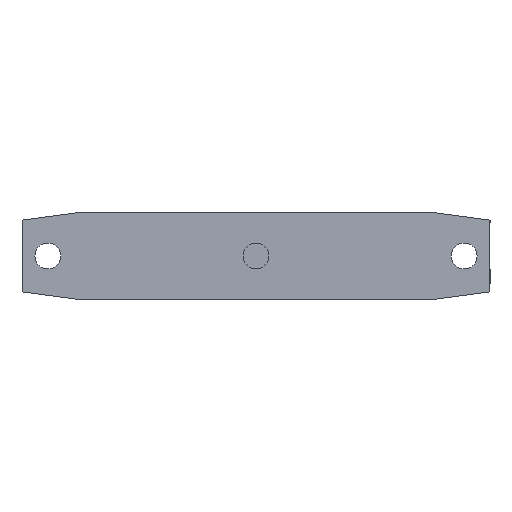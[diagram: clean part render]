
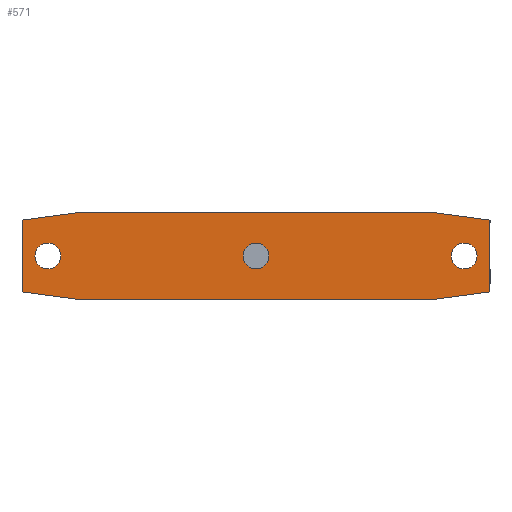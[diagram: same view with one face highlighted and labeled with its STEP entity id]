
A CAD part, front view. The second image highlights one B-rep face of the part: STEP entity #571.
In plain terms, the highlighted planar face has unit normal (0, -1, 0).
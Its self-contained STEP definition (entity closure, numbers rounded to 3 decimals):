
#212 = VERTEX_POINT ( 'NONE', #1618 ) ;
#213 = VERTEX_POINT ( 'NONE', #1617 ) ;
#224 = VERTEX_POINT ( 'NONE', #1639 ) ;
#226 = EDGE_CURVE ( 'NONE', #224, #227, #1638, .T. ) ;
#227 = VERTEX_POINT ( 'NONE', #1633 ) ;
#254 = EDGE_CURVE ( 'NONE', #212, #213, #1806, .T. ) ;
#265 = VERTEX_POINT ( 'NONE', #1825 ) ;
#267 = EDGE_CURVE ( 'NONE', #265, #268, #1824, .T. ) ;
#268 = VERTEX_POINT ( 'NONE', #1819 ) ;
#494 = EDGE_LOOP ( 'NONE', ( #495, #497 ) ) ;
#495 = ORIENTED_EDGE ( 'NONE', *, *, #496, .F. ) ;
#496 = EDGE_CURVE ( 'NONE', #268, #265, #2488, .T. ) ;
#497 = ORIENTED_EDGE ( 'NONE', *, *, #267, .F. ) ;
#498 = EDGE_LOOP ( 'NONE', ( #499, #501 ) ) ;
#499 = ORIENTED_EDGE ( 'NONE', *, *, #500, .F. ) ;
#500 = EDGE_CURVE ( 'NONE', #227, #224, #2483, .T. ) ;
#501 = ORIENTED_EDGE ( 'NONE', *, *, #226, .F. ) ;
#515 = EDGE_LOOP ( 'NONE', ( #572, #574 ) ) ;
#540 = EDGE_CURVE ( 'NONE', #570, #568, #2652, .T. ) ;
#541 = ORIENTED_EDGE ( 'NONE', *, *, #542, .T. ) ;
#542 = EDGE_CURVE ( 'NONE', #570, #543, #2644, .T. ) ;
#543 = VERTEX_POINT ( 'NONE', #2640 ) ;
#544 = ORIENTED_EDGE ( 'NONE', *, *, #545, .T. ) ;
#545 = EDGE_CURVE ( 'NONE', #543, #546, #2639, .T. ) ;
#546 = VERTEX_POINT ( 'NONE', #2635 ) ;
#547 = ORIENTED_EDGE ( 'NONE', *, *, #548, .T. ) ;
#548 = EDGE_CURVE ( 'NONE', #546, #558, #2633, .T. ) ;
#555 = EDGE_LOOP ( 'NONE', ( #556, #560, #563, #566, #569, #541, #544, #547 ) ) ;
#556 = ORIENTED_EDGE ( 'NONE', *, *, #557, .T. ) ;
#557 = EDGE_CURVE ( 'NONE', #558, #559, #2657, .T. ) ;
#558 = VERTEX_POINT ( 'NONE', #2713 ) ;
#559 = VERTEX_POINT ( 'NONE', #2712 ) ;
#560 = ORIENTED_EDGE ( 'NONE', *, *, #561, .T. ) ;
#561 = EDGE_CURVE ( 'NONE', #559, #562, #2711, .T. ) ;
#562 = VERTEX_POINT ( 'NONE', #2707 ) ;
#563 = ORIENTED_EDGE ( 'NONE', *, *, #564, .T. ) ;
#564 = EDGE_CURVE ( 'NONE', #562, #565, #2706, .T. ) ;
#565 = VERTEX_POINT ( 'NONE', #2702 ) ;
#566 = ORIENTED_EDGE ( 'NONE', *, *, #567, .T. ) ;
#567 = EDGE_CURVE ( 'NONE', #565, #568, #2701, .T. ) ;
#568 = VERTEX_POINT ( 'NONE', #2697 ) ;
#569 = ORIENTED_EDGE ( 'NONE', *, *, #540, .F. ) ;
#570 = VERTEX_POINT ( 'NONE', #2696 ) ;
#571 = ADVANCED_FACE ( 'NONE', ( #2695, #2694, #2693, #2692 ), #2737, .F. ) ;
#572 = ORIENTED_EDGE ( 'NONE', *, *, #573, .F. ) ;
#573 = EDGE_CURVE ( 'NONE', #213, #212, #2731, .T. ) ;
#574 = ORIENTED_EDGE ( 'NONE', *, *, #254, .F. ) ;
#1617 = CARTESIAN_POINT ( 'NONE',  ( 140., 0., 0. ) ) ;
#1618 = CARTESIAN_POINT ( 'NONE',  ( 131., 0., 0. ) ) ;
#1633 = CARTESIAN_POINT ( 'NONE',  ( 67.5, 0., 0. ) ) ;
#1634 = DIRECTION ( 'NONE',  ( 1., 0., 0. ) ) ;
#1635 = DIRECTION ( 'NONE',  ( 0., -1., 0. ) ) ;
#1636 = CARTESIAN_POINT ( 'NONE',  ( 63., 0., 0. ) ) ;
#1637 = AXIS2_PLACEMENT_3D ( 'NONE', #1636, #1635, #1634 ) ;
#1638 = CIRCLE ( 'NONE', #1637, 4.5 ) ;
#1639 = CARTESIAN_POINT ( 'NONE',  ( 58.5, 0., 0. ) ) ;
#1802 = DIRECTION ( 'NONE',  ( 1., 0., 0. ) ) ;
#1803 = DIRECTION ( 'NONE',  ( 0., -1., 0. ) ) ;
#1804 = CARTESIAN_POINT ( 'NONE',  ( 135.5, 0., 0. ) ) ;
#1805 = AXIS2_PLACEMENT_3D ( 'NONE', #1804, #1803, #1802 ) ;
#1806 = CIRCLE ( 'NONE', #1805, 4.5 ) ;
#1819 = CARTESIAN_POINT ( 'NONE',  ( -5., 0., 0. ) ) ;
#1820 = DIRECTION ( 'NONE',  ( 1., 0., 0. ) ) ;
#1821 = DIRECTION ( 'NONE',  ( 0., -1., 0. ) ) ;
#1822 = CARTESIAN_POINT ( 'NONE',  ( -9.5, 0., 0. ) ) ;
#1823 = AXIS2_PLACEMENT_3D ( 'NONE', #1822, #1821, #1820 ) ;
#1824 = CIRCLE ( 'NONE', #1823, 4.5 ) ;
#1825 = CARTESIAN_POINT ( 'NONE',  ( -14., 0., 0. ) ) ;
#2479 = DIRECTION ( 'NONE',  ( 1., 0., 0. ) ) ;
#2480 = DIRECTION ( 'NONE',  ( 0., -1., 0. ) ) ;
#2481 = CARTESIAN_POINT ( 'NONE',  ( 63., 0., 0. ) ) ;
#2482 = AXIS2_PLACEMENT_3D ( 'NONE', #2481, #2480, #2479 ) ;
#2483 = CIRCLE ( 'NONE', #2482, 4.5 ) ;
#2484 = DIRECTION ( 'NONE',  ( 1., 0., 0. ) ) ;
#2485 = DIRECTION ( 'NONE',  ( 0., -1., 0. ) ) ;
#2486 = CARTESIAN_POINT ( 'NONE',  ( -9.5, 0., 0. ) ) ;
#2487 = AXIS2_PLACEMENT_3D ( 'NONE', #2486, #2485, #2484 ) ;
#2488 = CIRCLE ( 'NONE', #2487, 4.5 ) ;
#2630 = DIRECTION ( 'NONE',  ( 0.991, 0., -0.134 ) ) ;
#2631 = VECTOR ( 'NONE', #2630, 1000. ) ;
#2632 = CARTESIAN_POINT ( 'NONE',  ( -18.5, 0., -12.5 ) ) ;
#2633 = LINE ( 'NONE', #2632, #2631 ) ;
#2635 = CARTESIAN_POINT ( 'NONE',  ( -18.5, 0., -12.5 ) ) ;
#2636 = DIRECTION ( 'NONE',  ( 0., 0., -1. ) ) ;
#2637 = VECTOR ( 'NONE', #2636, 1000. ) ;
#2638 = CARTESIAN_POINT ( 'NONE',  ( -18.5, 0., 12.5 ) ) ;
#2639 = LINE ( 'NONE', #2638, #2637 ) ;
#2640 = CARTESIAN_POINT ( 'NONE',  ( -18.5, 0., 12.5 ) ) ;
#2641 = DIRECTION ( 'NONE',  ( -0.991, 0., -0.134 ) ) ;
#2642 = VECTOR ( 'NONE', #2641, 1000. ) ;
#2643 = CARTESIAN_POINT ( 'NONE',  ( 0., 0., 15. ) ) ;
#2644 = LINE ( 'NONE', #2643, #2642 ) ;
#2645 = DIRECTION ( 'NONE',  ( 1., 0., 0. ) ) ;
#2646 = VECTOR ( 'NONE', #2645, 1000. ) ;
#2647 = CARTESIAN_POINT ( 'NONE',  ( 0., 0., 15. ) ) ;
#2652 = LINE ( 'NONE', #2647, #2646 ) ;
#2655 = VECTOR ( 'NONE', #2714, 1000. ) ;
#2656 = CARTESIAN_POINT ( 'NONE',  ( 0., 0., -15. ) ) ;
#2657 = LINE ( 'NONE', #2656, #2655 ) ;
#2692 = FACE_OUTER_BOUND ( 'NONE', #555, .T. ) ;
#2693 = FACE_BOUND ( 'NONE', #498, .T. ) ;
#2694 = FACE_BOUND ( 'NONE', #494, .T. ) ;
#2695 = FACE_BOUND ( 'NONE', #515, .T. ) ;
#2696 = CARTESIAN_POINT ( 'NONE',  ( 0., 0., 15. ) ) ;
#2697 = CARTESIAN_POINT ( 'NONE',  ( 126., 0., 15. ) ) ;
#2698 = DIRECTION ( 'NONE',  ( -0.991, 0., 0.134 ) ) ;
#2699 = VECTOR ( 'NONE', #2698, 1000. ) ;
#2700 = CARTESIAN_POINT ( 'NONE',  ( 126., 0., 15. ) ) ;
#2701 = LINE ( 'NONE', #2700, #2699 ) ;
#2702 = CARTESIAN_POINT ( 'NONE',  ( 144.5, 0., 12.5 ) ) ;
#2703 = DIRECTION ( 'NONE',  ( 0., 0., 1. ) ) ;
#2704 = VECTOR ( 'NONE', #2703, 1000. ) ;
#2705 = CARTESIAN_POINT ( 'NONE',  ( 144.5, 0., 12.5 ) ) ;
#2706 = LINE ( 'NONE', #2705, #2704 ) ;
#2707 = CARTESIAN_POINT ( 'NONE',  ( 144.5, 0., -12.5 ) ) ;
#2708 = DIRECTION ( 'NONE',  ( 0.991, 0., 0.134 ) ) ;
#2709 = VECTOR ( 'NONE', #2708, 1000. ) ;
#2710 = CARTESIAN_POINT ( 'NONE',  ( 144.5, 0., -12.5 ) ) ;
#2711 = LINE ( 'NONE', #2710, #2709 ) ;
#2712 = CARTESIAN_POINT ( 'NONE',  ( 126., 0., -15. ) ) ;
#2713 = CARTESIAN_POINT ( 'NONE',  ( 0., 0., -15. ) ) ;
#2714 = DIRECTION ( 'NONE',  ( 1., 0., 0. ) ) ;
#2728 = DIRECTION ( 'NONE',  ( 1., 0., 0. ) ) ;
#2729 = DIRECTION ( 'NONE',  ( 0., -1., 0. ) ) ;
#2730 = AXIS2_PLACEMENT_3D ( 'NONE', #2736, #2729, #2728 ) ;
#2731 = CIRCLE ( 'NONE', #2730, 4.5 ) ;
#2732 = DIRECTION ( 'NONE',  ( -1., 0., 0. ) ) ;
#2733 = DIRECTION ( 'NONE',  ( 0., 1., 0. ) ) ;
#2734 = CARTESIAN_POINT ( 'NONE',  ( 0., 0., 15. ) ) ;
#2735 = AXIS2_PLACEMENT_3D ( 'NONE', #2734, #2733, #2732 ) ;
#2736 = CARTESIAN_POINT ( 'NONE',  ( 135.5, 0., 0. ) ) ;
#2737 = PLANE ( 'NONE',  #2735 ) ;
